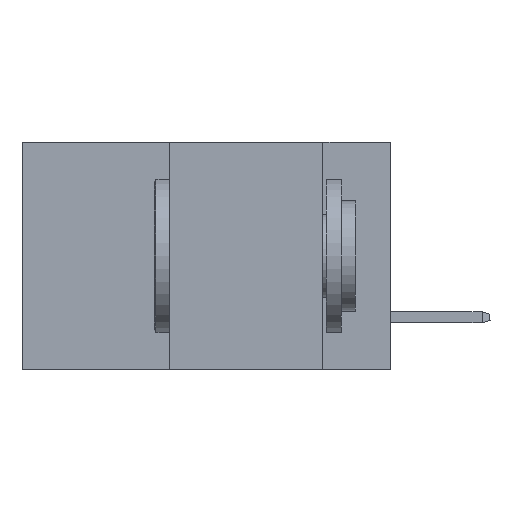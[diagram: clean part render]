
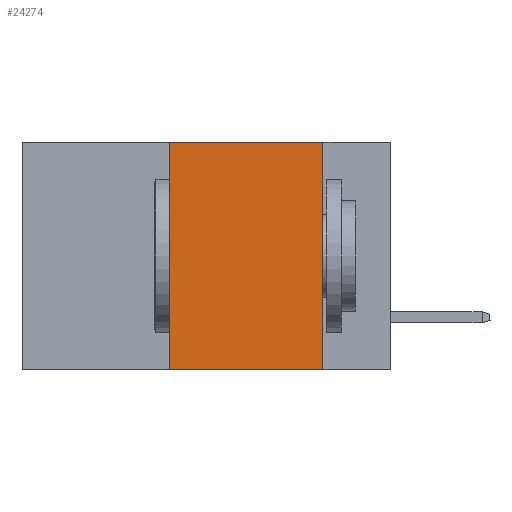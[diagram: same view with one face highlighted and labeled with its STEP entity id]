
A CAD part, left-side view. The second image highlights one B-rep face of the part: STEP entity #24274.
In plain terms, the highlighted planar face has unit normal (-1, 0, 0).
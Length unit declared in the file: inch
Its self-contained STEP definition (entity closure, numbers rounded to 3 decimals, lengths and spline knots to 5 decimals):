
#625 = VERTEX_POINT ( 'NONE', #20978 ) ;
#1701 = LINE ( 'NONE', #8899, #21271 ) ;
#2527 = DIRECTION ( 'NONE',  ( 0., 0., 1. ) ) ;
#3416 = DIRECTION ( 'NONE',  ( 0., 0., -1. ) ) ;
#4618 = DIRECTION ( 'NONE',  ( 0., -1., 0. ) ) ;
#6159 = CARTESIAN_POINT ( 'NONE',  ( 0., 0.6, 0. ) ) ;
#6859 = ORIENTED_EDGE ( 'NONE', *, *, #17816, .T. ) ;
#7035 = EDGE_CURVE ( 'NONE', #24869, #20326, #17666, .T. ) ;
#7244 = ORIENTED_EDGE ( 'NONE', *, *, #17718, .F. ) ;
#8899 = CARTESIAN_POINT ( 'NONE',  ( 0., 0.6, -0.37 ) ) ;
#11601 = PLANE ( 'NONE',  #19638 ) ;
#13233 = DIRECTION ( 'NONE',  ( 1., 0., 0. ) ) ;
#13455 = LINE ( 'NONE', #23751, #19397 ) ;
#13892 = VECTOR ( 'NONE', #14420, 39.37008 ) ;
#14356 = EDGE_CURVE ( 'NONE', #25673, #24869, #18608, .T. ) ;
#14420 = DIRECTION ( 'NONE',  ( 0., 0., -1. ) ) ;
#14942 = DIRECTION ( 'NONE',  ( 0., -1., 0. ) ) ;
#15952 = ORIENTED_EDGE ( 'NONE', *, *, #14356, .F. ) ;
#16278 = CARTESIAN_POINT ( 'NONE',  ( 0., 0.36, 0. ) ) ;
#17331 = CARTESIAN_POINT ( 'NONE',  ( 0., 0.6, 0. ) ) ;
#17666 = LINE ( 'NONE', #20565, #13892 ) ;
#17718 = EDGE_CURVE ( 'NONE', #625, #25673, #13455, .T. ) ;
#17729 = CARTESIAN_POINT ( 'NONE',  ( 0., 0.11, 0. ) ) ;
#17816 = EDGE_CURVE ( 'NONE', #625, #20326, #1701, .T. ) ;
#18608 = LINE ( 'NONE', #6159, #21424 ) ;
#18854 = EDGE_LOOP ( 'NONE', ( #21860, #15952, #7244, #6859 ) ) ;
#19397 = VECTOR ( 'NONE', #2527, 39.37008 ) ;
#19638 = AXIS2_PLACEMENT_3D ( 'NONE', #17331, #13233, #3416 ) ;
#20092 = CARTESIAN_POINT ( 'NONE',  ( 0., 0.11, -0.37 ) ) ;
#20326 = VERTEX_POINT ( 'NONE', #20092 ) ;
#20565 = CARTESIAN_POINT ( 'NONE',  ( 0., 0.11, 0. ) ) ;
#20978 = CARTESIAN_POINT ( 'NONE',  ( 0., 0.36, -0.37 ) ) ;
#21271 = VECTOR ( 'NONE', #14942, 39.37008 ) ;
#21424 = VECTOR ( 'NONE', #4618, 39.37008 ) ;
#21860 = ORIENTED_EDGE ( 'NONE', *, *, #7035, .F. ) ;
#22430 = FACE_OUTER_BOUND ( 'NONE', #18854, .T. ) ;
#23751 = CARTESIAN_POINT ( 'NONE',  ( 0., 0.36, 0. ) ) ;
#24274 = ADVANCED_FACE ( 'NONE', ( #22430 ), #11601, .F. ) ;
#24869 = VERTEX_POINT ( 'NONE', #17729 ) ;
#25673 = VERTEX_POINT ( 'NONE', #16278 ) ;
